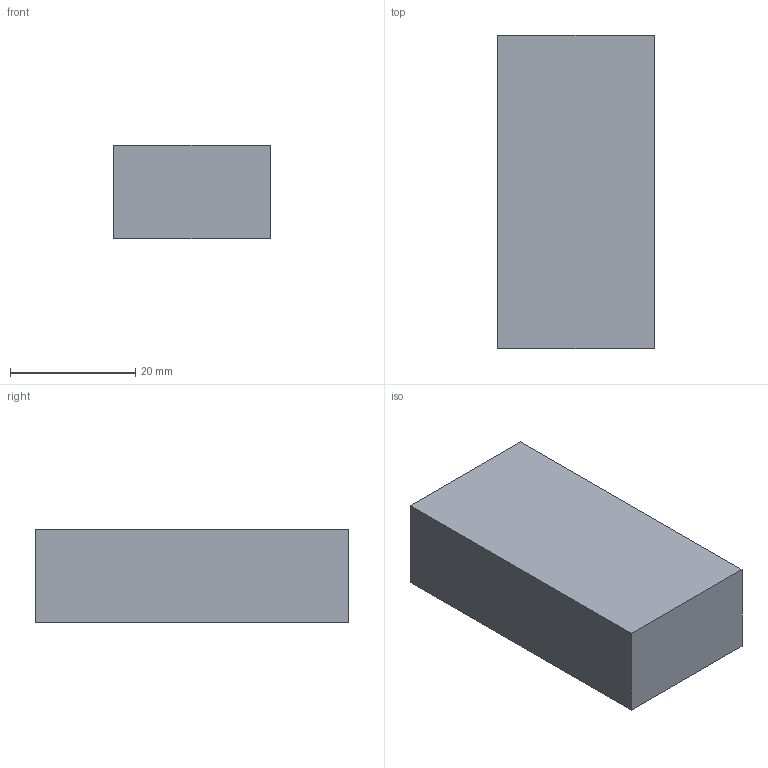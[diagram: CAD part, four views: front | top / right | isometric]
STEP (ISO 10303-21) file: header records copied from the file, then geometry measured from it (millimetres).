
FILE_DESCRIPTION(/* description */ (''),/* implementation_level */ '2;1');
FILE_NAME(/* name */ '410 002 00_step.stp',/* time_stamp */ '2018-06-15T08:56:22+02:00',/* author */ ('Lars'),/* organization */ ('AVAC Vakuumteknik AB'),/* preprocessor_version */ 'ST-DEVELOPER v17',/* originating_system */ 'Autodesk Inventor 2018',/* authorisation */ '');
FILE_SCHEMA (('AUTOMOTIVE_DESIGN { 1 0 10303 214 3 1 1 }'));
Length unit declared in the file: millimetre
Products named in the file (1): 410 002 00
Bounding box: 25 x 50 x 15 mm (x, y, z)
Volume: 13977 mm3; surface area: 5864.7 mm2
Topology: 1 solids, 1 shells, 12 faces, 26 edges, 18 vertices
Faces by surface type: plane 8, cone 2, cylinder 2
Full cylindrical faces by diameter (mm): 11.8 x1, 19.05 x1
Entity records: 375 total; most frequent: DIRECTION 62, CARTESIAN_POINT 57, ORIENTED_EDGE 52, EDGE_CURVE 26, AXIS2_PLACEMENT_3D 23, VERTEX_POINT 18, LINE 16, VECTOR 16
